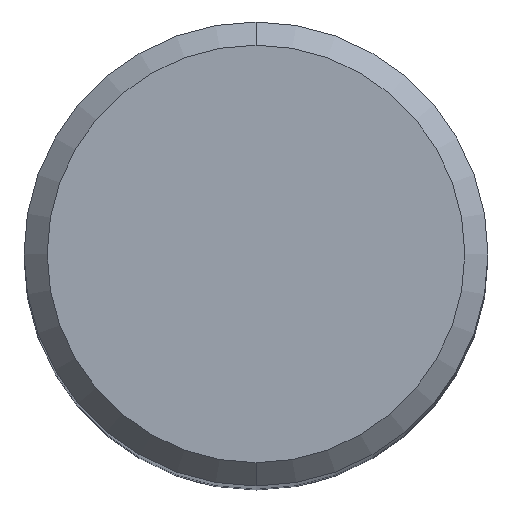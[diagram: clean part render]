
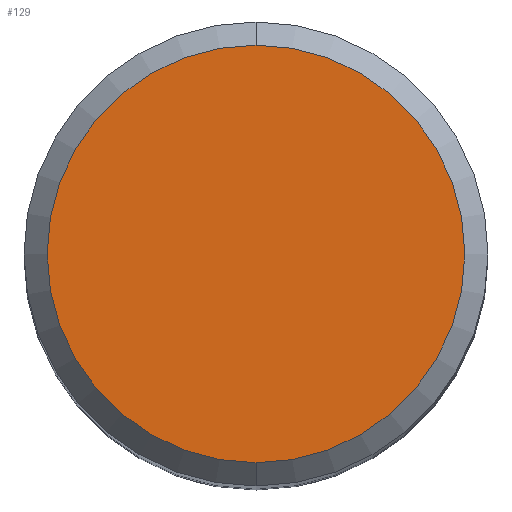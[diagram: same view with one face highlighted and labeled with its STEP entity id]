
A CAD part, top view. The second image highlights one B-rep face of the part: STEP entity #129.
In plain terms, the highlighted planar face has unit normal (0, 0, 1).
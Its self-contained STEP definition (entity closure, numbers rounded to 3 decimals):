
#129=ADVANCED_FACE('',(#249),#250,.T.);
#145=VERTEX_POINT('',#270);
#149=EDGE_CURVE('',#171,#145,#274,.T.);
#169=EDGE_CURVE('',#145,#171,#295,.T.);
#171=VERTEX_POINT('',#297);
#249=FACE_OUTER_BOUND('',#383,.T.);
#250=PLANE('',#384);
#270=CARTESIAN_POINT('',(0.0,9.0,0.0));
#274=CIRCLE('',#410,9.0);
#295=CIRCLE('',#437,9.0);
#297=CARTESIAN_POINT('',(0.,-9.0,0.0));
#383=EDGE_LOOP('',(#511,#512));
#384=AXIS2_PLACEMENT_3D('',#513,#514,#515);
#410=AXIS2_PLACEMENT_3D('',#553,#554,#555);
#437=AXIS2_PLACEMENT_3D('',#579,#580,#581);
#511=ORIENTED_EDGE('',*,*,#169,.F.);
#512=ORIENTED_EDGE('',*,*,#149,.F.);
#513=CARTESIAN_POINT('',(0.0,4.5,0.0));
#514=DIRECTION('',(-0.0,0.0,1.0));
#515=DIRECTION('',(0.0,-1.0,0.0));
#553=CARTESIAN_POINT('',(0.0,0.0,0.0));
#554=DIRECTION('',(0.0,0.0,-1.0));
#555=DIRECTION('',(0.0,1.0,0.0));
#579=CARTESIAN_POINT('',(0.0,0.0,0.0));
#580=DIRECTION('',(0.0,0.0,-1.0));
#581=DIRECTION('',(0.0,1.0,0.0));
